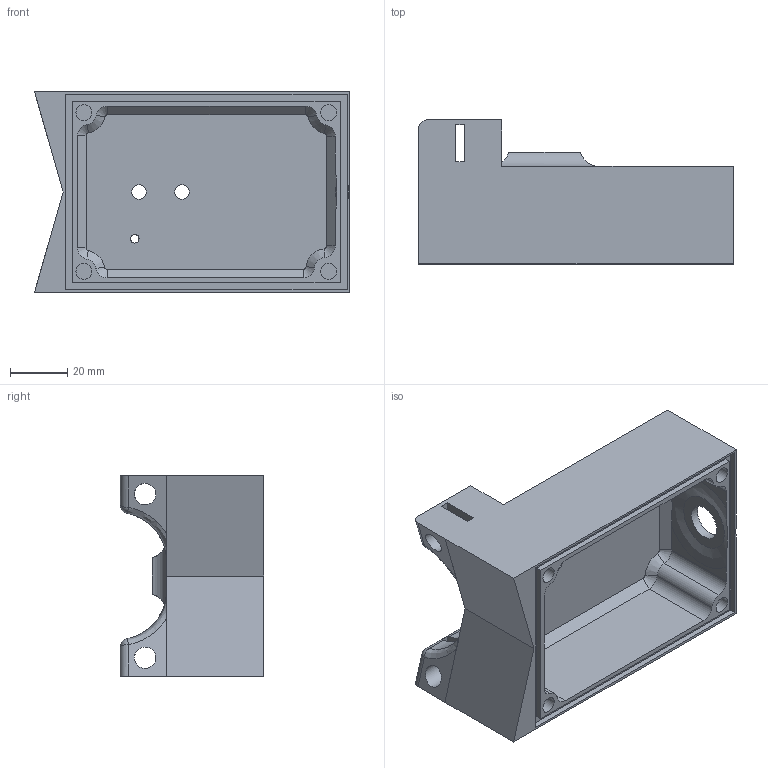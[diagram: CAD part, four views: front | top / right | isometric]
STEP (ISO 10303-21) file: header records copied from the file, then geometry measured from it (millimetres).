
FILE_DESCRIPTION(/* description */ (''),/* implementation_level */ '2;1');
FILE_NAME(/* name */ 'Top Enclosure.step',/* time_stamp */ '2019-04-23T16:25:32-07:00',/* author */ ('lopej212'),/* organization */ (''),/* preprocessor_version */ 'ST-DEVELOPER v18',/* originating_system */ 'Autodesk Translation Framework v8.2.0.1029',/* authorisation */ '');
FILE_SCHEMA (('AUTOMOTIVE_DESIGN { 1 0 10303 214 3 1 1 }'));
Length unit declared in the file: millimetre
Products named in the file (1): EvapLITE_Enlcosure_TOP
Bounding box: 110 x 50.25 x 70 mm (x, y, z)
Volume: 104341.4 mm3; surface area: 40869.8 mm2
Topology: 1 solids, 1 shells, 101 faces, 259 edges, 165 vertices
Faces by surface type: plane 49, cylinder 34, cone 12, bspline 4, sphere 2
Full cylindrical faces by diameter (mm): 3 x1, 5 x2, 5.6 x4, 7.5 x4, 12.5 x1
Entity records: 3283 total; most frequent: CARTESIAN_POINT 699, DIRECTION 548, ORIENTED_EDGE 518, EDGE_CURVE 259, AXIS2_PLACEMENT_3D 198, VERTEX_POINT 165, LINE 152, VECTOR 152
